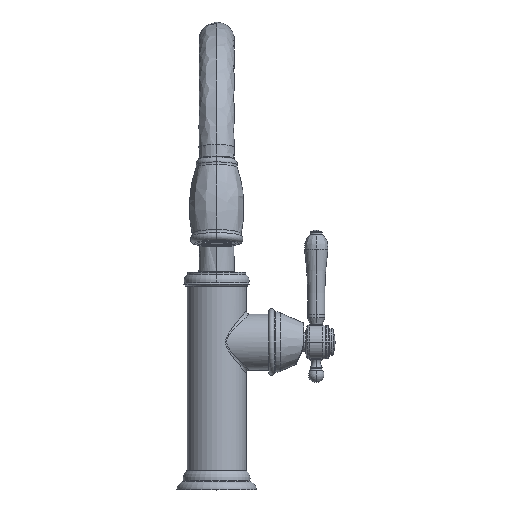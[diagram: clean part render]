
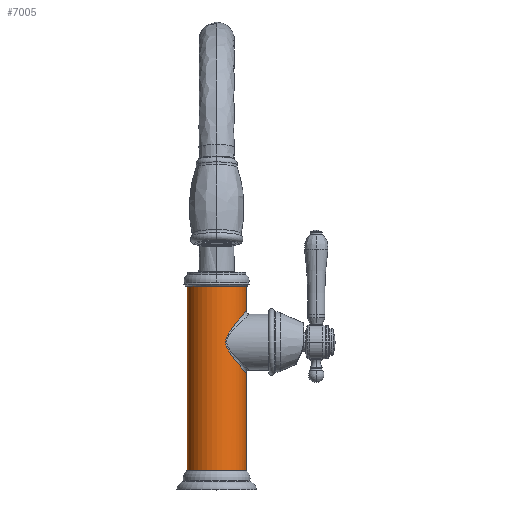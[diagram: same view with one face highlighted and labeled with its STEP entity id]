
A CAD part, top view. The second image highlights one B-rep face of the part: STEP entity #7005.
In plain terms, the highlighted cylindrical face has radius 24.13 mm (diameter 48.26 mm), a partial arc.
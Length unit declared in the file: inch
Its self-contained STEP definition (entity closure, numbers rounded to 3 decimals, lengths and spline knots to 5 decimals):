
#1115=CARTESIAN_POINT('',(0.,6.55,0.));
#1116=DIRECTION('',(0.,1.,0.));
#1117=DIRECTION('',(-1.,0.,0.));
#1118=AXIS2_PLACEMENT_3D('',#1115,#1116,#1117);
#1120=DIRECTION('',(0.,-1.,0.));
#1121=VECTOR('',#1120,0.8);
#1122=CARTESIAN_POINT('',(0.95,6.55,0.));
#1123=LINE('',#1122,#1121);
#1124=CARTESIAN_POINT('',(0.95,5.75,
0.));
#1125=CARTESIAN_POINT('',(0.95,5.75,
0.01614));
#1126=CARTESIAN_POINT('',(0.94918,5.74903,
0.0486));
#1127=CARTESIAN_POINT('',(0.94539,5.74466,
0.09771));
#1128=CARTESIAN_POINT('',(0.93897,5.7372,
0.14721));
#1129=CARTESIAN_POINT('',(0.92981,5.72654,
0.19705));
#1130=CARTESIAN_POINT('',(0.91778,5.71255,
0.24712));
#1131=CARTESIAN_POINT('',(0.90279,5.69507,
0.29732));
#1132=CARTESIAN_POINT('',(0.88463,5.67386,
0.34771));
#1133=CARTESIAN_POINT('',(0.86309,5.64863,
0.39826));
#1134=CARTESIAN_POINT('',(0.83793,5.61906,
0.44885));
#1135=CARTESIAN_POINT('',(0.80895,5.58485,
0.49926));
#1136=CARTESIAN_POINT('',(0.77594,5.54567,
0.54923));
#1137=CARTESIAN_POINT('',(0.73873,5.50118,
0.5984));
#1138=CARTESIAN_POINT('',(0.69726,5.45113,
0.6463));
#1139=CARTESIAN_POINT('',(0.65153,5.3952,
0.69241));
#1140=CARTESIAN_POINT('',(0.60214,5.33373,
0.7358));
#1141=CARTESIAN_POINT('',(0.54899,5.26588,
0.77625));
#1142=CARTESIAN_POINT('',(0.49613,5.19577,
0.81087));
#1143=CARTESIAN_POINT('',(0.44991,5.13117,
0.83717));
#1144=CARTESIAN_POINT('',(0.4107,5.07261,
0.85694));
#1145=CARTESIAN_POINT('',(0.37787,5.01914,
0.87182));
#1146=CARTESIAN_POINT('',(0.35093,4.97012,
0.88293));
#1147=CARTESIAN_POINT('',(0.32966,4.9253,
0.89104));
#1148=CARTESIAN_POINT('',(0.31359,4.88449,
0.89679));
#1149=CARTESIAN_POINT('',(0.30224,4.84727,
0.90066));
#1150=CARTESIAN_POINT('',(0.29475,4.81311,
0.90312));
#1151=CARTESIAN_POINT('',(0.29057,4.78104,
0.90447));
#1152=CARTESIAN_POINT('',(0.28927,4.74997,
0.90489));
#1153=CARTESIAN_POINT('',(0.29055,4.71891,
0.90448));
#1154=CARTESIAN_POINT('',(0.29478,4.68686,
0.90312));
#1155=CARTESIAN_POINT('',(0.30224,4.6527,
0.90066));
#1156=CARTESIAN_POINT('',(0.31357,4.61556,
0.89679));
#1157=CARTESIAN_POINT('',(0.32961,4.57486,
0.89106));
#1158=CARTESIAN_POINT('',(0.35083,4.53005,
0.88297));
#1159=CARTESIAN_POINT('',(0.37777,4.48104,
0.87186));
#1160=CARTESIAN_POINT('',(0.41063,4.42749,
0.85698));
#1161=CARTESIAN_POINT('',(0.44971,4.36911,
0.83727));
#1162=CARTESIAN_POINT('',(0.49602,4.30437,
0.81093));
#1163=CARTESIAN_POINT('',(0.54891,4.23422,
0.77631));
#1164=CARTESIAN_POINT('',(0.6022,4.16619,
0.73575));
#1165=CARTESIAN_POINT('',(0.65151,4.10482,
0.69242));
#1166=CARTESIAN_POINT('',(0.69728,4.04886,
0.64628));
#1167=CARTESIAN_POINT('',(0.73873,3.99882,
0.59839));
#1168=CARTESIAN_POINT('',(0.77594,3.95433,
0.54923));
#1169=CARTESIAN_POINT('',(0.80895,3.91515,
0.49926));
#1170=CARTESIAN_POINT('',(0.83793,3.88094,
0.44885));
#1171=CARTESIAN_POINT('',(0.86309,3.85137,
0.39826));
#1172=CARTESIAN_POINT('',(0.88463,3.82614,
0.34771));
#1173=CARTESIAN_POINT('',(0.90279,3.80493,
0.29732));
#1174=CARTESIAN_POINT('',(0.91778,3.78745,
0.24713));
#1175=CARTESIAN_POINT('',(0.92981,3.77346,
0.19705));
#1176=CARTESIAN_POINT('',(0.93897,3.7628,
0.14721));
#1177=CARTESIAN_POINT('',(0.94539,3.75534,
0.09771));
#1178=CARTESIAN_POINT('',(0.94918,3.75097,
0.04861));
#1179=CARTESIAN_POINT('',(0.95,3.75,
0.01614));
#1180=CARTESIAN_POINT('',(0.95,3.75,
0.));
#1182=DIRECTION('',(0.,-1.,0.));
#1183=VECTOR('',#1182,3.14);
#1184=CARTESIAN_POINT('',(0.95,3.75,
0.));
#1185=LINE('',#1184,#1183);
#1186=DIRECTION('',(0.,1.,0.));
#1187=VECTOR('',#1186,5.94);
#1188=CARTESIAN_POINT('',(-0.95,0.61,0.));
#1189=LINE('',#1188,#1187);
#1195=CARTESIAN_POINT('',(0.95,3.75,
0.));
#1251=CARTESIAN_POINT('',(0.95,5.75,
0.));
#1253=CARTESIAN_POINT('',(0.,0.61,0.));
#1254=DIRECTION('',(0.,1.,0.));
#1255=DIRECTION('',(-1.,0.,0.));
#1256=AXIS2_PLACEMENT_3D('',#1253,#1254,#1255);
#4726=VERTEX_POINT('',#1195);
#4727=VERTEX_POINT('',#1251);
#4728=CARTESIAN_POINT('',(-0.95,0.61,0.));
#4729=CARTESIAN_POINT('',(0.95,0.61,0.));
#4730=VERTEX_POINT('',#4728);
#4731=VERTEX_POINT('',#4729);
#4756=CARTESIAN_POINT('',(-0.95,6.55,0.));
#4757=CARTESIAN_POINT('',(0.95,6.55,0.));
#4758=VERTEX_POINT('',#4756);
#4759=VERTEX_POINT('',#4757);
#6987=CARTESIAN_POINT('',(0.,-0.072,0.));
#6988=DIRECTION('',(0.,1.,0.));
#6989=DIRECTION('',(1.,0.,0.));
#6990=AXIS2_PLACEMENT_3D('',#6987,#6988,#6989);
#6991=CYLINDRICAL_SURFACE('',#6990,0.95);
#6992=ORIENTED_EDGE('',*,*,#6968,.T.);
#6994=ORIENTED_EDGE('',*,*,#6993,.T.);
#6996=ORIENTED_EDGE('',*,*,#6995,.T.);
#6998=ORIENTED_EDGE('',*,*,#6997,.T.);
#7000=ORIENTED_EDGE('',*,*,#6999,.F.);
#7002=ORIENTED_EDGE('',*,*,#7001,.T.);
#7003=EDGE_LOOP('',(#6992,#6994,#6996,#6998,#7000,#7002));
#7004=FACE_OUTER_BOUND('',#7003,.F.);
#7005=ADVANCED_FACE('',(#7004),#6991,.T.);
#1119=CIRCLE('',#1118,0.95);
#1181=B_SPLINE_CURVE_WITH_KNOTS('',3,(#1124,#1125,#1126,#1127,#1128,#1129,#1130,
#1131,#1132,#1133,#1134,#1135,#1136,#1137,#1138,#1139,#1140,#1141,#1142,#1143,
#1144,#1145,#1146,#1147,#1148,#1149,#1150,#1151,#1152,#1153,#1154,#1155,#1156,
#1157,#1158,#1159,#1160,#1161,#1162,#1163,#1164,#1165,#1166,#1167,#1168,#1169,
#1170,#1171,#1172,#1173,#1174,#1175,#1176,#1177,#1178,#1179,#1180),
.UNSPECIFIED.,.F.,.F.,(4,1,1,1,1,1,1,1,1,1,1,1,1,1,1,1,1,1,1,1,1,1,1,1,1,1,1,1,
1,1,1,1,1,1,1,1,1,1,1,1,1,1,1,1,1,1,1,1,1,1,1,1,1,1,4),(0.,0.01852,
0.03704,0.05556,0.07407,0.09259,
0.11111,0.12963,0.14815,0.16667,
0.18519,0.2037,0.22222,0.24074,
0.25926,0.27778,0.2963,0.31481,
0.33333,0.35185,0.37037,0.38889,
0.40741,0.42593,0.44444,0.46296,
0.48148,0.5,0.51852,0.53704,0.55556,
0.57407,0.59259,0.61111,0.62963,
0.64815,0.66667,0.68519,0.7037,
0.72222,0.74074,0.75926,0.77778,
0.7963,0.81481,0.83333,0.85185,
0.87037,0.88889,0.90741,0.92593,
0.94444,0.96296,0.98148,1.),.UNSPECIFIED.);
#1257=CIRCLE('',#1256,0.95);
#6968=EDGE_CURVE('',#4758,#4759,#1119,.T.);
#6993=EDGE_CURVE('',#4759,#4727,#1123,.T.);
#6995=EDGE_CURVE('',#4727,#4726,#1181,.T.);
#6997=EDGE_CURVE('',#4726,#4731,#1185,.T.);
#6999=EDGE_CURVE('',#4730,#4731,#1257,.T.);
#7001=EDGE_CURVE('',#4730,#4758,#1189,.T.);
